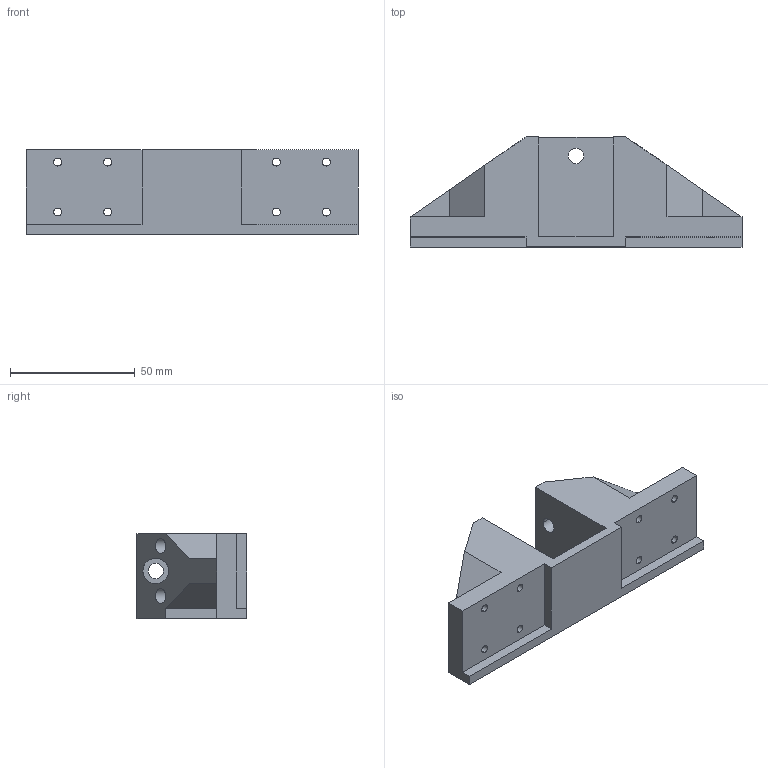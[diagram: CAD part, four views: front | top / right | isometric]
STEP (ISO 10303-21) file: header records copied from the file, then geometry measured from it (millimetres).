
FILE_DESCRIPTION (( 'STEP AP214' ), '1' );
FILE_NAME ('main_carriage.STEP', '2023-06-08T19:25:44', ( '' ), ( '' ), 'SwSTEP 2.0', 'SolidWorks 2023', '' );
FILE_SCHEMA (( 'AUTOMOTIVE_DESIGN' ));
Length unit declared in the file: millimetre
Products named in the file (1): main_carriage
Bounding box: 132.8 x 44 x 34 mm (x, y, z)
Volume: 85356.4 mm3; surface area: 24825.4 mm2
Topology: 1 solids, 1 shells, 84 faces, 212 edges, 140 vertices
Faces by surface type: cylinder 42, plane 42
Entity records: 2603 total; most frequent: CARTESIAN_POINT 473, DIRECTION 442, ORIENTED_EDGE 424, EDGE_CURVE 212, AXIS2_PLACEMENT_3D 157, VERTEX_POINT 140, VECTOR 128, LINE 128
